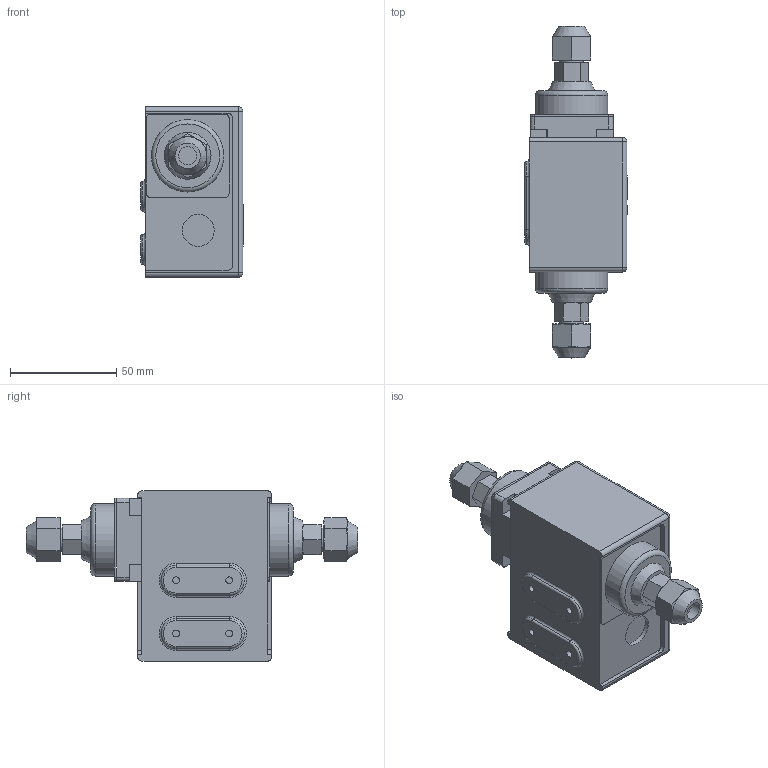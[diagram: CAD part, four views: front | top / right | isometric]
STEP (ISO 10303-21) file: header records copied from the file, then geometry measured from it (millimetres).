
FILE_DESCRIPTION(/* description */ (''),/* implementation_level */ '2;1');
FILE_NAME(/* name */ 'РДД-2Р.stp',/* time_stamp */ '2023-01-30T12:28:13+03:00',/* author */ ('Tech'),/* organization */ (''),/* preprocessor_version */ 'ST-DEVELOPER v18.1',/* originating_system */ 'Autodesk Inventor 2021',/* authorisation */ '');
FILE_SCHEMA (('AUTOMOTIVE_DESIGN { 1 0 10303 214 3 1 1 }'));
Length unit declared in the file: millimetre
Products named in the file (1): РДД-2Р
Bounding box: 48.1 x 156 x 80 mm (x, y, z)
Volume: 273509.9 mm3; surface area: 35619.7 mm2
Topology: 2 solids, 2 shells, 241 faces, 619 edges, 414 vertices
Faces by surface type: plane 155, cylinder 54, cone 18, torus 10, sphere 4
Full cylindrical faces by diameter (mm): 2.067 x1, 3.242 x4, 4.092 x1, 8.5 x2, 11 x2, 15 x1, 34 x2
Entity records: 7357 total; most frequent: CARTESIAN_POINT 1351, DIRECTION 1255, ORIENTED_EDGE 1238, EDGE_CURVE 619, AXIS2_PLACEMENT_3D 432, VERTEX_POINT 414, LINE 391, VECTOR 391
